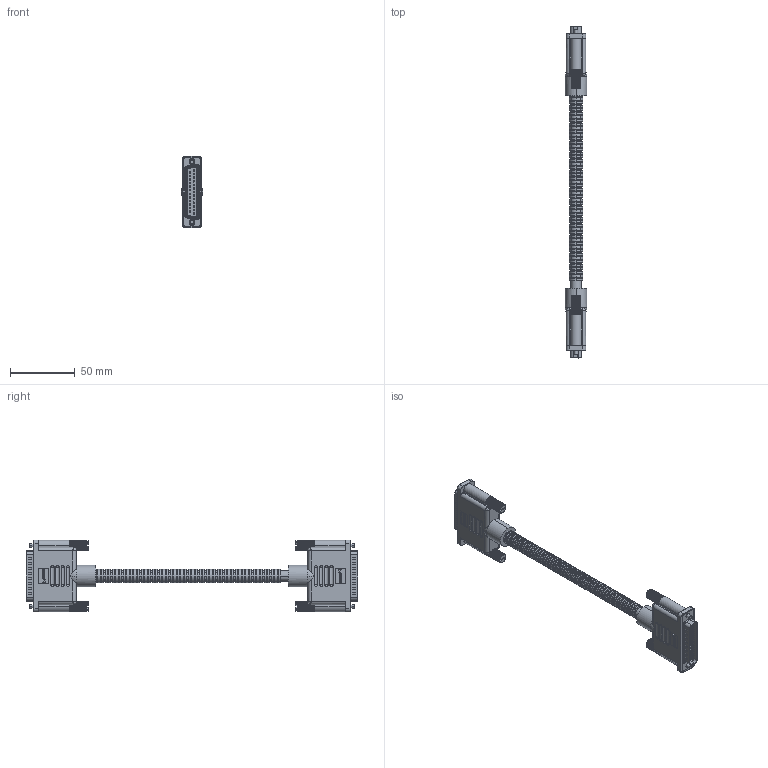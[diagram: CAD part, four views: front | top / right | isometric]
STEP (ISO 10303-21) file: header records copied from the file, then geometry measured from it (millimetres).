
FILE_DESCRIPTION (( 'STEP AP214' ), '1' );
FILE_NAME ('CSPL25MM.STEP', '2013-04-26T13:52:55', ( 'x' ), ( '' ), 'SwSTEP 2.0', 'SolidWorks 2012', '' );
FILE_SCHEMA (( 'AUTOMOTIVE_DESIGN' ));
Length unit declared in the file: inch
Products named in the file (8): 3AC13-003_.316" ID (8mm); 3AB01-174_MALE WITH NEW LOGO; 1AJ10-007; 1AY03-020; MTN-771_NEW LOGO; 1AC02-013; 1AL08-112_6 INCH; CSPL25MM
Assembly tree (9 placements, depth 3):
  CSPL25MM
    1AL08-112_6 INCH
    3AB01-174_MALE WITH NEW LOGO  x2
      1AC02-013
      MTN-771_NEW LOGO
      1AY03-020
      1AJ10-007
    3AC13-003_.316" ID (8mm)
Bounding box: 16.51 x 256.6 x 55.63 mm (x, y, z)
Volume: 66665.1 mm3; surface area: 68552 mm2
Topology: 66 solids, 68 shells, 4096 faces, 9518 edges, 5676 vertices
Faces by surface type: cylinder 1468, plane 1418, cone 718, torus 276, bspline 184, sphere 32
Entity records: 69522 total; most frequent: CARTESIAN_POINT 14508, DIRECTION 11355, ORIENTED_EDGE 10392, EDGE_CURVE 5196, AXIS2_PLACEMENT_3D 4389, VERTEX_POINT 3020, VECTOR 2577, LINE 2577
